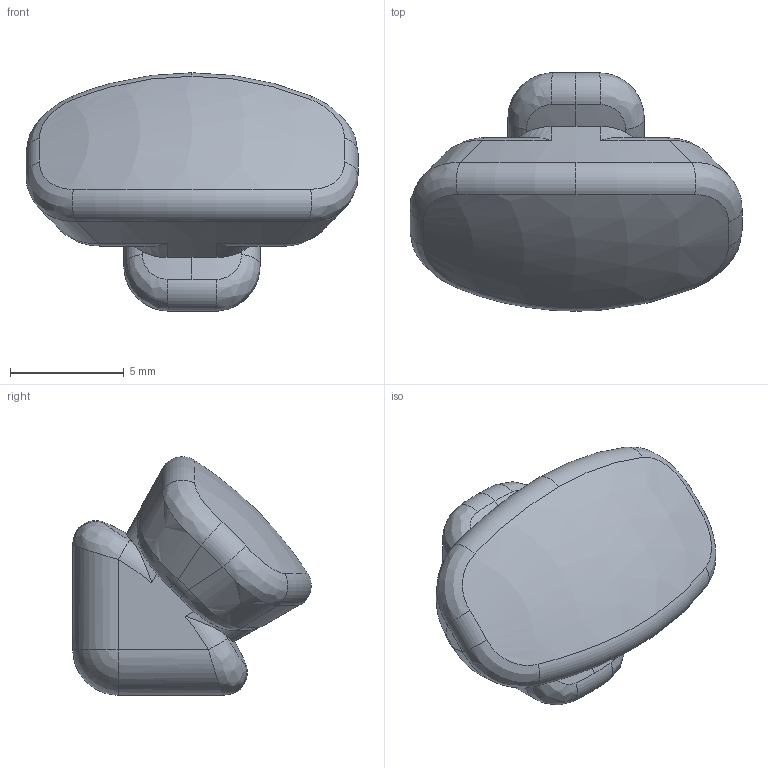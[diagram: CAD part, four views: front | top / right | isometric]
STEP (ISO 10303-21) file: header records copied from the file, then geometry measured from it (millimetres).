
FILE_DESCRIPTION (( 'STEP AP203' ), '1' );
FILE_NAME ('1.2.STEP', '2025-03-17T08:42:49', ( '' ), ( '' ), 'SwSTEP 2.0', 'SolidWorks 2023', '' );
FILE_SCHEMA (( 'CONFIG_CONTROL_DESIGN' ));
Length unit declared in the file: millimetre
Products named in the file (1): 1.2
Bounding box: 14.61 x 10.49 x 10.49 mm (x, y, z)
Volume: 606.9 mm3; surface area: 441.2 mm2
Topology: 1 solids, 1 shells, 62 faces, 151 edges, 89 vertices
Faces by surface type: torus 20, bspline 20, sphere 9, cylinder 5, plane 4, cone 4
Entity records: 2661 total; most frequent: CARTESIAN_POINT 1269, ORIENTED_EDGE 298, DIRECTION 262, EDGE_CURVE 149, AXIS2_PLACEMENT_3D 126, VERTEX_POINT 89, CIRCLE 83, ADVANCED_FACE 62
